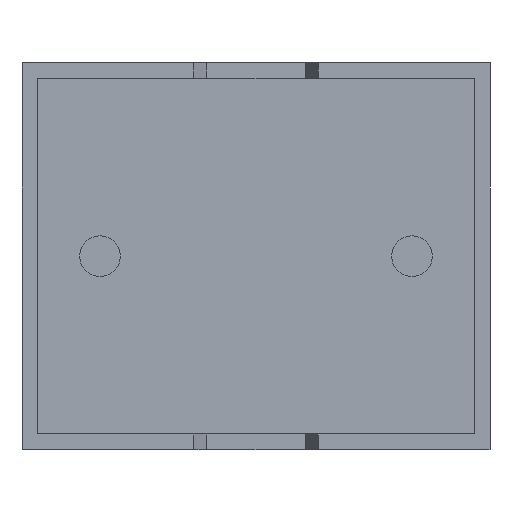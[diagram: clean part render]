
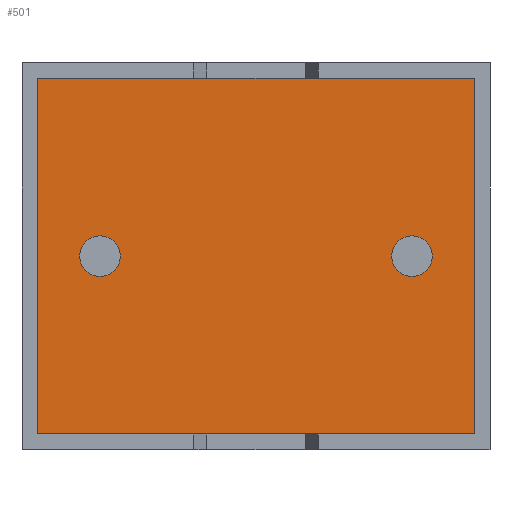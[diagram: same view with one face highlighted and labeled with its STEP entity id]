
A CAD part, front view. The second image highlights one B-rep face of the part: STEP entity #501.
In plain terms, the highlighted planar face has unit normal (0, -1, 0).
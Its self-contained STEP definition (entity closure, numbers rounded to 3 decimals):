
#2 = EDGE_LOOP ( 'NONE', ( #348, #1509 ) ) ;
#5 = AXIS2_PLACEMENT_3D ( 'NONE', #2363, #1422, #3055 ) ;
#14 = EDGE_LOOP ( 'NONE', ( #671, #201, #2544, #799 ) ) ;
#44 = PLANE ( 'NONE',  #5 ) ;
#48 = FACE_BOUND ( 'NONE', #564, .T. ) ;
#155 = AXIS2_PLACEMENT_3D ( 'NONE', #3056, #967, #1667 ) ;
#201 = ORIENTED_EDGE ( 'NONE', *, *, #1236, .T. ) ;
#279 = EDGE_CURVE ( 'NONE', #2775, #1162, #1010, .T. ) ;
#288 = LINE ( 'NONE', #966, #1704 ) ;
#297 = CARTESIAN_POINT ( 'NONE',  ( 1.25, 0.75, 3.1 ) ) ;
#302 = VERTEX_POINT ( 'NONE', #2454 ) ;
#343 = VECTOR ( 'NONE', #2159, 1000. ) ;
#348 = ORIENTED_EDGE ( 'NONE', *, *, #630, .F. ) ;
#421 = VERTEX_POINT ( 'NONE', #1912 ) ;
#442 = DIRECTION ( 'NONE',  ( -1., 0., 0. ) ) ;
#501 = ADVANCED_FACE ( 'NONE', ( #48, #600, #2964 ), #44, .T. ) ;
#517 = ORIENTED_EDGE ( 'NONE', *, *, #2630, .F. ) ;
#536 = CARTESIAN_POINT ( 'NONE',  ( 6.25, 0.75, 3.1 ) ) ;
#564 = EDGE_LOOP ( 'NONE', ( #2461, #517 ) ) ;
#600 = FACE_OUTER_BOUND ( 'NONE', #14, .T. ) ;
#630 = EDGE_CURVE ( 'NONE', #1767, #302, #2503, .T. ) ;
#671 = ORIENTED_EDGE ( 'NONE', *, *, #2974, .T. ) ;
#771 = DIRECTION ( 'NONE',  ( 0., 0., -1. ) ) ;
#799 = ORIENTED_EDGE ( 'NONE', *, *, #2857, .T. ) ;
#809 = EDGE_CURVE ( 'NONE', #302, #1767, #2453, .T. ) ;
#923 = CARTESIAN_POINT ( 'NONE',  ( 6.25, 0.75, 2.775 ) ) ;
#966 = CARTESIAN_POINT ( 'NONE',  ( 0.25, 0.75, 0.25 ) ) ;
#967 = DIRECTION ( 'NONE',  ( 0., -1., 0. ) ) ;
#1010 = CIRCLE ( 'NONE', #1182, 0.325 ) ;
#1162 = VERTEX_POINT ( 'NONE', #923 ) ;
#1170 = EDGE_CURVE ( 'NONE', #1853, #1650, #2675, .T. ) ;
#1173 = AXIS2_PLACEMENT_3D ( 'NONE', #1389, #1642, #2791 ) ;
#1182 = AXIS2_PLACEMENT_3D ( 'NONE', #536, #2442, #1265 ) ;
#1223 = DIRECTION ( 'NONE',  ( 1., 0., 0. ) ) ;
#1236 = EDGE_CURVE ( 'NONE', #421, #1853, #288, .T. ) ;
#1265 = DIRECTION ( 'NONE',  ( 0., 0., -1. ) ) ;
#1388 = DIRECTION ( 'NONE',  ( 0., 0., 1. ) ) ;
#1389 = CARTESIAN_POINT ( 'NONE',  ( 6.25, 0.75, 3.1 ) ) ;
#1422 = DIRECTION ( 'NONE',  ( 0., -1., 0. ) ) ;
#1424 = CIRCLE ( 'NONE', #1173, 0.325 ) ;
#1504 = DIRECTION ( 'NONE',  ( 0., -1., 0. ) ) ;
#1509 = ORIENTED_EDGE ( 'NONE', *, *, #809, .F. ) ;
#1560 = CARTESIAN_POINT ( 'NONE',  ( 7.25, 0.75, 0.25 ) ) ;
#1571 = VECTOR ( 'NONE', #1388, 1000. ) ;
#1642 = DIRECTION ( 'NONE',  ( 0., -1., 0. ) ) ;
#1650 = VERTEX_POINT ( 'NONE', #1672 ) ;
#1667 = DIRECTION ( 'NONE',  ( 0., 0., -1. ) ) ;
#1672 = CARTESIAN_POINT ( 'NONE',  ( 7.25, 0.75, 5.95 ) ) ;
#1688 = VERTEX_POINT ( 'NONE', #1965 ) ;
#1704 = VECTOR ( 'NONE', #1223, 1000. ) ;
#1767 = VERTEX_POINT ( 'NONE', #2464 ) ;
#1853 = VERTEX_POINT ( 'NONE', #1560 ) ;
#1912 = CARTESIAN_POINT ( 'NONE',  ( 0.25, 0.75, 0.25 ) ) ;
#1965 = CARTESIAN_POINT ( 'NONE',  ( 0.25, 0.75, 5.95 ) ) ;
#2018 = VECTOR ( 'NONE', #442, 1000. ) ;
#2085 = CARTESIAN_POINT ( 'NONE',  ( 7.25, 0.75, 0.25 ) ) ;
#2159 = DIRECTION ( 'NONE',  ( 0., 0., -1. ) ) ;
#2313 = AXIS2_PLACEMENT_3D ( 'NONE', #297, #1504, #771 ) ;
#2363 = CARTESIAN_POINT ( 'NONE',  ( 0., 0.75, 0. ) ) ;
#2438 = CARTESIAN_POINT ( 'NONE',  ( 6.25, 0.75, 3.425 ) ) ;
#2442 = DIRECTION ( 'NONE',  ( 0., -1., 0. ) ) ;
#2453 = CIRCLE ( 'NONE', #155, 0.325 ) ;
#2454 = CARTESIAN_POINT ( 'NONE',  ( 1.25, 0.75, 2.775 ) ) ;
#2461 = ORIENTED_EDGE ( 'NONE', *, *, #279, .F. ) ;
#2464 = CARTESIAN_POINT ( 'NONE',  ( 1.25, 0.75, 3.425 ) ) ;
#2503 = CIRCLE ( 'NONE', #2313, 0.325 ) ;
#2544 = ORIENTED_EDGE ( 'NONE', *, *, #1170, .T. ) ;
#2564 = CARTESIAN_POINT ( 'NONE',  ( 7.25, 0.75, 5.95 ) ) ;
#2608 = LINE ( 'NONE', #2634, #343 ) ;
#2630 = EDGE_CURVE ( 'NONE', #1162, #2775, #1424, .T. ) ;
#2634 = CARTESIAN_POINT ( 'NONE',  ( 0.25, 0.75, 5.95 ) ) ;
#2675 = LINE ( 'NONE', #2085, #1571 ) ;
#2775 = VERTEX_POINT ( 'NONE', #2438 ) ;
#2791 = DIRECTION ( 'NONE',  ( 0., 0., -1. ) ) ;
#2795 = LINE ( 'NONE', #2564, #2018 ) ;
#2857 = EDGE_CURVE ( 'NONE', #1650, #1688, #2795, .T. ) ;
#2964 = FACE_BOUND ( 'NONE', #2, .T. ) ;
#2974 = EDGE_CURVE ( 'NONE', #1688, #421, #2608, .T. ) ;
#3055 = DIRECTION ( 'NONE',  ( 0., 0., -1. ) ) ;
#3056 = CARTESIAN_POINT ( 'NONE',  ( 1.25, 0.75, 3.1 ) ) ;
